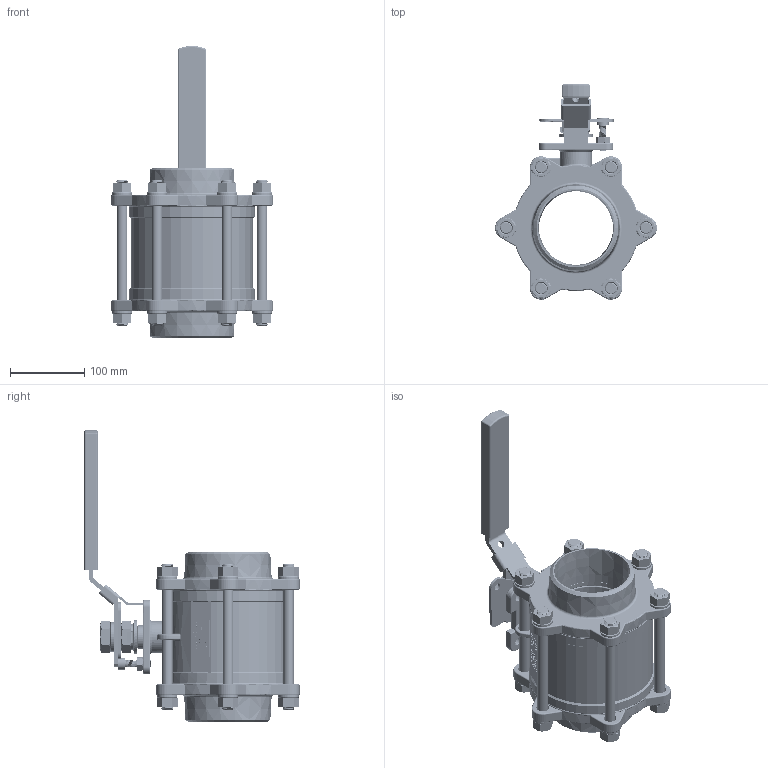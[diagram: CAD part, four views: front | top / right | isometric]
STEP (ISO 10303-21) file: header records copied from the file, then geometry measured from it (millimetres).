
FILE_DESCRIPTION (( 'STEP AP203' ), '1' );
FILE_NAME ('1-32 L對焊盤型華司-V Mark.STEP', '2017-01-10T07:39:06', ( 'user' ), ( '' ), 'SwSTEP 2.0', 'SolidWorks 2005179', '' );
FILE_SCHEMA (( 'CONFIG_CONTROL_DESIGN' ));
Length unit declared in the file: millimetre
Products named in the file (27): G-10E190-01_預設; 把手擋片--1_預設; G-32L1340 NEW; D-31L720; M-32L2142_預設; T-31L080-01-零件中_預設; T-31L080-01-零件下_預設; 1-32 L對焊盤型華司-V Mark; G-35L180-01_預設; G-62L1740_預設; G-32L1150_預設; G-32L2740_預設; T-32L09S0_預設; G-B3FA60-01_預設; G-35L260-01_預設; G-31L260-01_預設; G-32L140-01_預設; G-31L190-01_預設; T-35L060-01_預設; T-31L050-01_預設; T-31L080-01_預設; T-31L080-01-零件上_預設; T-31L070-01_預設; E-32L046-VE_預設; F-32L030-01_預設; C-32L016-SVE盤型華司型_預設; 32L VENTIM 膠套-1_預設
Assembly tree (59 placements, depth 3):
  1-32 L對焊盤型華司-V Mark
    G-35L260-01_預設  x12
    G-35L180-01_預設  x6
    T-35L060-01_預設  x2
    G-32L140-01_預設
    T-32L09S0_預設
    G-32L1150_預設  x2
    G-62L1740_預設  x2
    G-31L190-01_預設  x12
    G-31L260-01_預設
    T-31L050-01_預設  x2
    M-32L2142_預設
    E-32L046-VE_預設
    G-B3FA60-01_預設
    C-32L016-SVE盤型華司型_預設
    D-31L720  x2
    把手擋片--1_預設
    F-32L030-01_預設
    T-31L080-01_預設
      T-31L080-01-零件下_預設
      T-31L080-01-零件中_預設  x2
      T-31L080-01-零件上_預設
    G-32L2740_預設
    T-31L070-01_預設
    32L VENTIM 膠套-1_預設
    G-10E190-01_預設
    G-32L1340 NEW
Bounding box: 219 x 290.74 x 394.85 mm (x, y, z)
Volume: 2840468.3 mm3; surface area: 720329.2 mm2
Topology: 58 solids, 58 shells, 3060 faces, 7835 edges, 5006 vertices
Faces by surface type: cylinder 1058, plane 903, bspline 486, cone 460, torus 139, sphere 14
Entity records: 103035 total; most frequent: CARTESIAN_POINT 62352, ORIENTED_EDGE 8556, DIRECTION 6469, EDGE_CURVE 4278, VERTEX_POINT 2764, AXIS2_PLACEMENT_3D 2202, VECTOR 2065, LINE 2065
